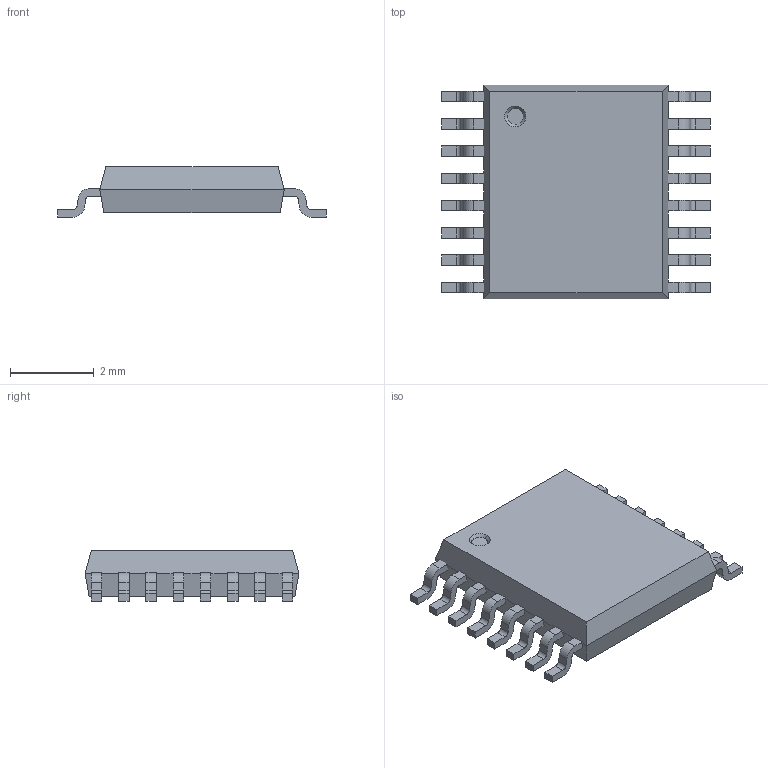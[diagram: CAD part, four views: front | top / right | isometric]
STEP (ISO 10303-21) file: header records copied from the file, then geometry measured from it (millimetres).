
FILE_DESCRIPTION (( 'STEP AP214' ), '1' );
FILE_NAME ('User Library-tssop16-2.STEP', '2016-07-07T11:16:31', ( 'Windows User' ), ( '' ), 'SwSTEP 2.0', 'SolidWorks 2016', '' );
FILE_SCHEMA (( 'AUTOMOTIVE_DESIGN' ));
Length unit declared in the file: millimetre
Products named in the file (1): User Library-tssop16-2
Bounding box: 6.4 x 5.1 x 1.2 mm (x, y, z)
Volume: 24.4 mm3; surface area: 80 mm2
Topology: 3 solids, 3 shells, 223 faces, 644 edges, 428 vertices
Faces by surface type: plane 157, cylinder 64, cone 2
Entity records: 9803 total; most frequent: CARTESIAN_POINT 1296, ORIENTED_EDGE 1288, DIRECTION 1224, EDGE_CURVE 644, VECTOR 512, LINE 512, VERTEX_POINT 428, AXIS2_PLACEMENT_3D 356
